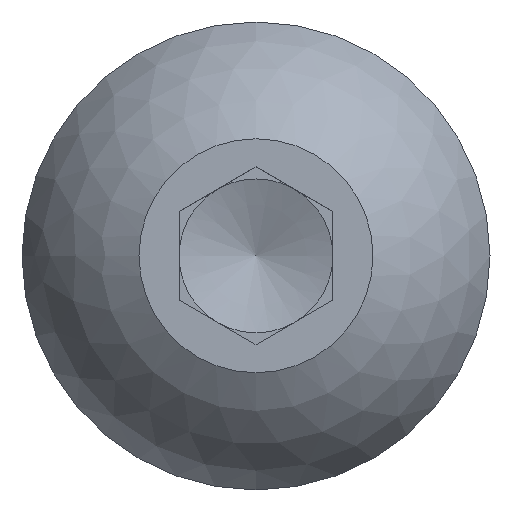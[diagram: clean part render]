
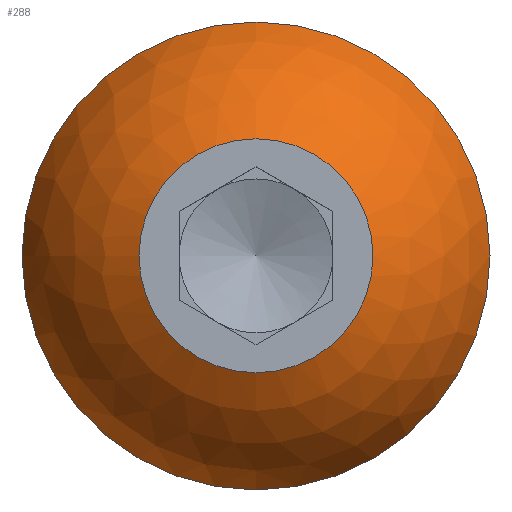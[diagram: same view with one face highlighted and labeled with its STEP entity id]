
A CAD part, top view. The second image highlights one B-rep face of the part: STEP entity #288.
In plain terms, the highlighted spherical face has radius 4.037 mm.
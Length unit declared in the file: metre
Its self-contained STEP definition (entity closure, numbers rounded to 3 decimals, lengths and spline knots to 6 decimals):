
#15=SPHERICAL_SURFACE('',#331,0.004036);
#93=ORIENTED_EDGE('',*,*,#164,.F.);
#94=ORIENTED_EDGE('',*,*,#153,.T.);
#153=EDGE_CURVE('',#185,#185,#204,.T.);
#164=EDGE_CURVE('',#196,#196,#209,.T.);
#185=VERTEX_POINT('',#468);
#196=VERTEX_POINT('',#494);
#204=CIRCLE('',#323,0.0019);
#209=CIRCLE('',#332,0.0038);
#223=EDGE_LOOP('',(#93));
#224=EDGE_LOOP('',(#94));
#249=FACE_BOUND('',#223,.T.);
#250=FACE_BOUND('',#224,.T.);
#288=ADVANCED_FACE('',(#249,#250),#15,.T.);
#323=AXIS2_PLACEMENT_3D('',#467,#378,#379);
#331=AXIS2_PLACEMENT_3D('',#492,#400,#401);
#332=AXIS2_PLACEMENT_3D('',#493,#402,#403);
#378=DIRECTION('',(0.,0.,-1.));
#379=DIRECTION('',(-1.,0.,0.));
#400=DIRECTION('',(0.,0.,-1.));
#401=DIRECTION('',(-1.,0.,0.));
#402=DIRECTION('',(0.,0.,-1.));
#403=DIRECTION('',(-1.,0.,0.));
#467=CARTESIAN_POINT('',(0.,0.,0.));
#468=CARTESIAN_POINT('',(-0.0019,0.,0.));
#492=CARTESIAN_POINT('',(0.,0.,-0.003561));
#493=CARTESIAN_POINT('',(0.,0.,-0.0022));
#494=CARTESIAN_POINT('',(-0.0038,0.,-0.0022));
